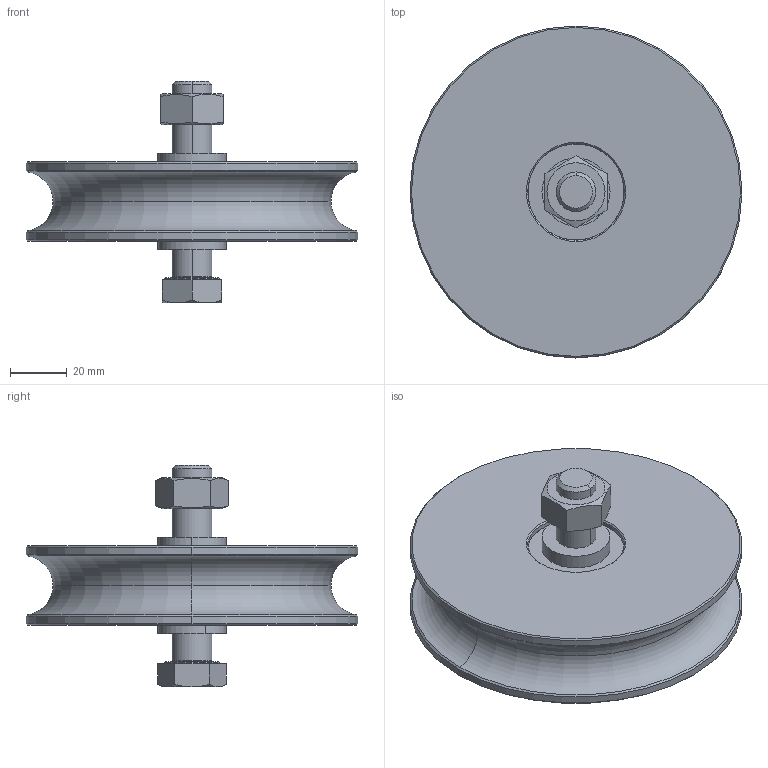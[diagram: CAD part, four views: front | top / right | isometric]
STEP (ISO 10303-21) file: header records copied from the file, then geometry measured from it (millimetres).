
FILE_DESCRIPTION (( 'STEP AP214' ), '1' );
FILE_NAME ('0026880.step', '2020-04-14T09:17:11', ( '' ), ( '' ), 'SwSTEP 2.0', 'SolidWorks 2018', '' );
FILE_SCHEMA (( 'AUTOMOTIVE_DESIGN' ));
Length unit declared in the file: millimetre
Products named in the file (1): 0026880
Bounding box: 117 x 117 x 78.2 mm (x, y, z)
Volume: 256267 mm3; surface area: 65374.1 mm2
Topology: 15 solids, 15 shells, 208 faces, 426 edges, 258 vertices
Faces by surface type: cylinder 82, plane 52, torus 46, cone 28
Entity records: 8154 total; most frequent: DIRECTION 1092, CARTESIAN_POINT 1077, ORIENTED_EDGE 852, AXIS2_PLACEMENT_3D 485, EDGE_CURVE 426, CIRCLE 276, VERTEX_POINT 258, EDGE_LOOP 246
